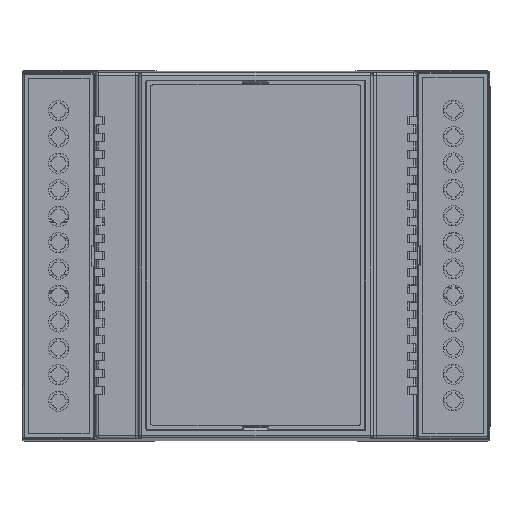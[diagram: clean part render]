
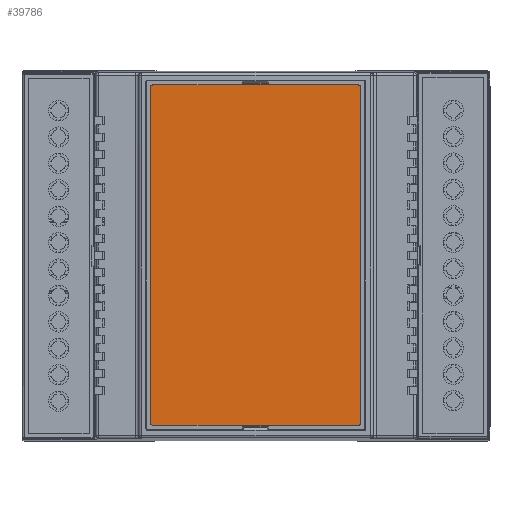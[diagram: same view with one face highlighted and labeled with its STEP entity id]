
A CAD part, top view. The second image highlights one B-rep face of the part: STEP entity #39786.
In plain terms, the highlighted planar face has unit normal (0, 0, 1).
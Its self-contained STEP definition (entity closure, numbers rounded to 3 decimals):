
#718 = VECTOR ( 'NONE', #22725, 1000. ) ;
#1689 = VERTEX_POINT ( 'NONE', #26218 ) ;
#2926 = CARTESIAN_POINT ( 'NONE',  ( 0., 0., 2.2 ) ) ;
#2990 = CARTESIAN_POINT ( 'NONE',  ( -19.75, -32.725, 2.2 ) ) ;
#3037 = DIRECTION ( 'NONE',  ( -1., 0., 0. ) ) ;
#6330 = LINE ( 'NONE', #44563, #18118 ) ;
#6993 = EDGE_CURVE ( 'NONE', #1689, #12230, #12016, .T. ) ;
#8104 = DIRECTION ( 'NONE',  ( -1., 0., 0. ) ) ;
#8543 = AXIS2_PLACEMENT_3D ( 'NONE', #12335, #11986, #8104 ) ;
#10164 = EDGE_CURVE ( 'NONE', #53197, #16957, #46391, .T. ) ;
#10388 = DIRECTION ( 'NONE',  ( 0., 1., 0. ) ) ;
#11986 = DIRECTION ( 'NONE',  ( 0., 0., 1. ) ) ;
#12016 = CIRCLE ( 'NONE', #8543, 0.5 ) ;
#12230 = VERTEX_POINT ( 'NONE', #2990 ) ;
#12335 = CARTESIAN_POINT ( 'NONE',  ( -19.75, -32.225, 2.2 ) ) ;
#13721 = CARTESIAN_POINT ( 'NONE',  ( 19.75, -32.225, 2.2 ) ) ;
#15080 = EDGE_CURVE ( 'NONE', #27443, #52246, #18966, .T. ) ;
#16957 = VERTEX_POINT ( 'NONE', #35879 ) ;
#17336 = ORIENTED_EDGE ( 'NONE', *, *, #10164, .T. ) ;
#17879 = ORIENTED_EDGE ( 'NONE', *, *, #6993, .T. ) ;
#18118 = VECTOR ( 'NONE', #10388, 1000. ) ;
#18531 = ORIENTED_EDGE ( 'NONE', *, *, #27004, .T. ) ;
#18966 = CIRCLE ( 'NONE', #23248, 0.5 ) ;
#18994 = CARTESIAN_POINT ( 'NONE',  ( 20.25, -32.225, 2.2 ) ) ;
#18998 = CIRCLE ( 'NONE', #46496, 0.5 ) ;
#20377 = LINE ( 'NONE', #30441, #718 ) ;
#20530 = VECTOR ( 'NONE', #42232, 1000. ) ;
#22461 = EDGE_CURVE ( 'NONE', #12230, #53708, #42163, .T. ) ;
#22479 = ORIENTED_EDGE ( 'NONE', *, *, #15080, .T. ) ;
#22725 = DIRECTION ( 'NONE',  ( 0., -1., 0. ) ) ;
#23248 = AXIS2_PLACEMENT_3D ( 'NONE', #36334, #44572, #28497 ) ;
#23252 = DIRECTION ( 'NONE',  ( 1., 0., 0. ) ) ;
#23943 = EDGE_CURVE ( 'NONE', #16957, #1689, #20377, .T. ) ;
#24458 = AXIS2_PLACEMENT_3D ( 'NONE', #44779, #53166, #3037 ) ;
#26218 = CARTESIAN_POINT ( 'NONE',  ( -20.25, -32.225, 2.2 ) ) ;
#27004 = EDGE_CURVE ( 'NONE', #37578, #27443, #6330, .T. ) ;
#27443 = VERTEX_POINT ( 'NONE', #35529 ) ;
#28194 = ORIENTED_EDGE ( 'NONE', *, *, #32351, .T. ) ;
#28497 = DIRECTION ( 'NONE',  ( -1., 0., 0. ) ) ;
#28879 = EDGE_LOOP ( 'NONE', ( #46895, #17879, #37392, #41010, #18531, #22479, #28194, #17336 ) ) ;
#29694 = CARTESIAN_POINT ( 'NONE',  ( -19.75, 32.725, 2.2 ) ) ;
#30441 = CARTESIAN_POINT ( 'NONE',  ( -20.25, 0., 2.2 ) ) ;
#30867 = DIRECTION ( 'NONE',  ( -1., 0., 0. ) ) ;
#31056 = EDGE_CURVE ( 'NONE', #53708, #37578, #18998, .T. ) ;
#31936 = DIRECTION ( 'NONE',  ( -1., 0., 0. ) ) ;
#32351 = EDGE_CURVE ( 'NONE', #52246, #53197, #50363, .T. ) ;
#32796 = AXIS2_PLACEMENT_3D ( 'NONE', #2926, #44856, #23252 ) ;
#33885 = CARTESIAN_POINT ( 'NONE',  ( 19.75, 32.725, 2.2 ) ) ;
#35529 = CARTESIAN_POINT ( 'NONE',  ( 20.25, 32.225, 2.2 ) ) ;
#35879 = CARTESIAN_POINT ( 'NONE',  ( -20.25, 32.225, 2.2 ) ) ;
#36116 = CARTESIAN_POINT ( 'NONE',  ( 0., 32.725, 2.2 ) ) ;
#36334 = CARTESIAN_POINT ( 'NONE',  ( 19.75, 32.225, 2.2 ) ) ;
#36603 = VECTOR ( 'NONE', #31936, 1000. ) ;
#37392 = ORIENTED_EDGE ( 'NONE', *, *, #22461, .T. ) ;
#37578 = VERTEX_POINT ( 'NONE', #18994 ) ;
#39786 = ADVANCED_FACE ( 'NONE', ( #51740 ), #48327, .T. ) ;
#41010 = ORIENTED_EDGE ( 'NONE', *, *, #31056, .T. ) ;
#41330 = CARTESIAN_POINT ( 'NONE',  ( 0., -32.725, 2.2 ) ) ;
#41513 = CARTESIAN_POINT ( 'NONE',  ( 19.75, -32.725, 2.2 ) ) ;
#42163 = LINE ( 'NONE', #41330, #20530 ) ;
#42232 = DIRECTION ( 'NONE',  ( 1., 0., 0. ) ) ;
#44563 = CARTESIAN_POINT ( 'NONE',  ( 20.25, 0., 2.2 ) ) ;
#44572 = DIRECTION ( 'NONE',  ( 0., 0., 1. ) ) ;
#44779 = CARTESIAN_POINT ( 'NONE',  ( -19.75, 32.225, 2.2 ) ) ;
#44856 = DIRECTION ( 'NONE',  ( 0., 0., 1. ) ) ;
#46391 = CIRCLE ( 'NONE', #24458, 0.5 ) ;
#46496 = AXIS2_PLACEMENT_3D ( 'NONE', #13721, #51713, #30867 ) ;
#46895 = ORIENTED_EDGE ( 'NONE', *, *, #23943, .T. ) ;
#48327 = PLANE ( 'NONE',  #32796 ) ;
#50363 = LINE ( 'NONE', #36116, #36603 ) ;
#51713 = DIRECTION ( 'NONE',  ( 0., 0., 1. ) ) ;
#51740 = FACE_OUTER_BOUND ( 'NONE', #28879, .T. ) ;
#52246 = VERTEX_POINT ( 'NONE', #33885 ) ;
#53166 = DIRECTION ( 'NONE',  ( 0., 0., 1. ) ) ;
#53197 = VERTEX_POINT ( 'NONE', #29694 ) ;
#53708 = VERTEX_POINT ( 'NONE', #41513 ) ;
